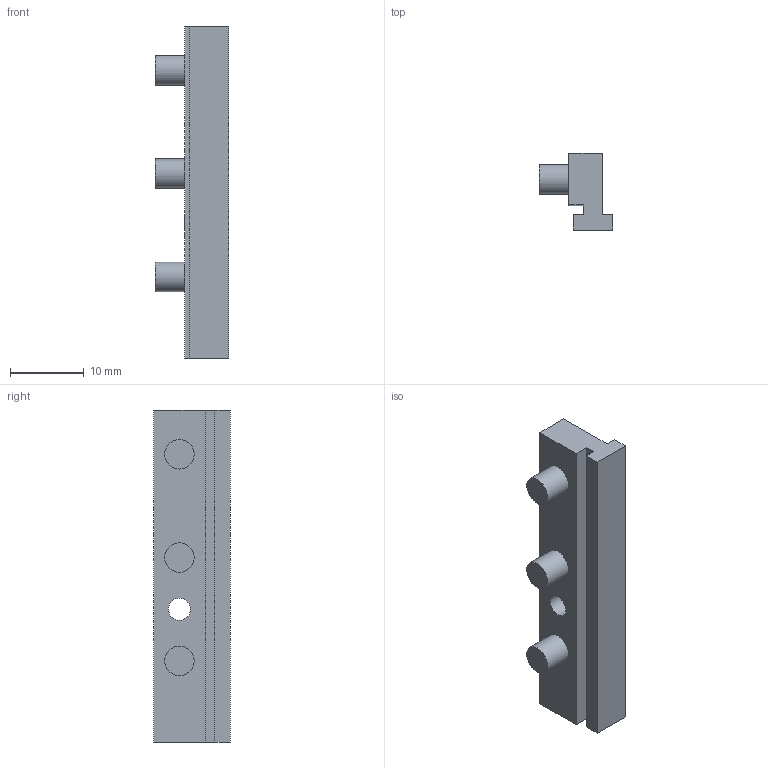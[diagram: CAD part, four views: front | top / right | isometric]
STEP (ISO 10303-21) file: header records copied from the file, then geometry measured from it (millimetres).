
FILE_DESCRIPTION(('FreeCAD Model'),'2;1');
FILE_NAME('Open CASCADE Shape Model','2024-06-03T10:32:45',(''),(''), 'Open CASCADE STEP processor 7.6','FreeCAD','Unknown');
FILE_SCHEMA(('AUTOMOTIVE_DESIGN { 1 0 10303 214 1 1 1 1 }'));
Length unit declared in the file: millimetre
Products named in the file (1): Pocket002
Bounding box: 10 x 10.4 x 45 mm (x, y, z)
Volume: 2229.7 mm3; surface area: 1875.9 mm2
Topology: 1 solids, 1 shells, 19 faces, 42 edges, 28 vertices
Faces by surface type: plane 15, cylinder 4
Full cylindrical faces by diameter (mm): 3 x1, 4 x3
Entity records: 550 total; most frequent: CARTESIAN_POINT 90, DIRECTION 90, ORIENTED_EDGE 84, EDGE_CURVE 42, LINE 34, VECTOR 34, AXIS2_PLACEMENT_3D 28, VERTEX_POINT 28
